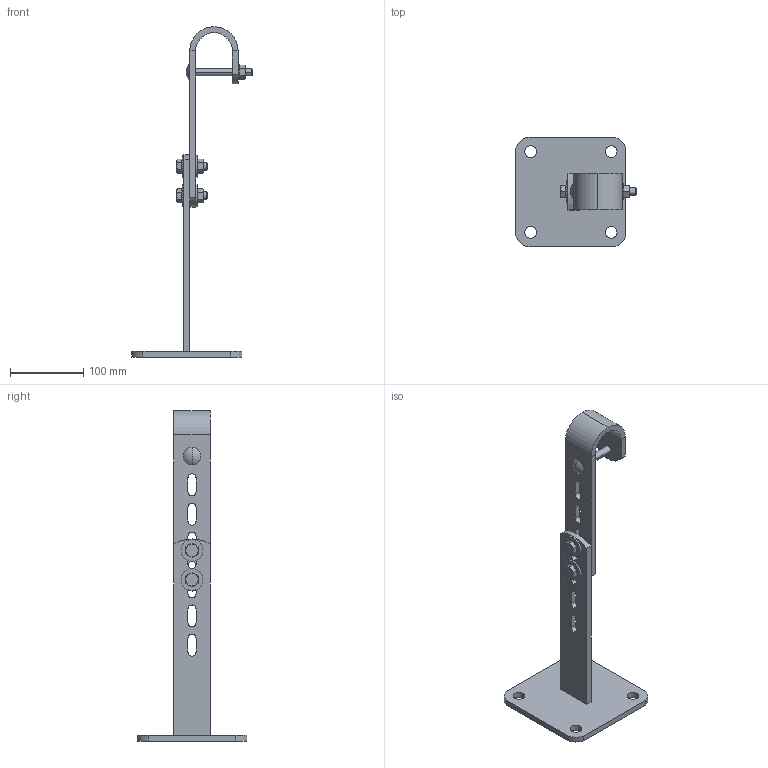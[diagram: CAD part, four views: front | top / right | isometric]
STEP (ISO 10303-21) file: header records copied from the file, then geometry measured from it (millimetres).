
FILE_DESCRIPTION (( 'STEP AP214' ), '1' );
FILE_NAME ('0529442100.STEP', '2024-05-22T07:56:03', ( '' ), ( '' ), 'SwSTEP 2.0', 'SolidWorks 2022', '' );
FILE_SCHEMA (( 'AUTOMOTIVE_DESIGN' ));
Length unit declared in the file: millimetre
Products named in the file (1): 0529442100
Bounding box: 164 x 150 x 451 mm (x, y, z)
Volume: 420560.2 mm3; surface area: 138222.5 mm2
Topology: 14 solids, 14 shells, 262 faces, 598 edges, 369 vertices
Faces by surface type: plane 103, cylinder 81, cone 72, torus 4, sphere 2
Entity records: 10791 total; most frequent: CARTESIAN_POINT 1770, DIRECTION 1268, ORIENTED_EDGE 1196, EDGE_CURVE 598, AXIS2_PLACEMENT_3D 507, VERTEX_POINT 369, EDGE_LOOP 311, UNCERTAINTY_MEASURE_WITH_UNIT 278
